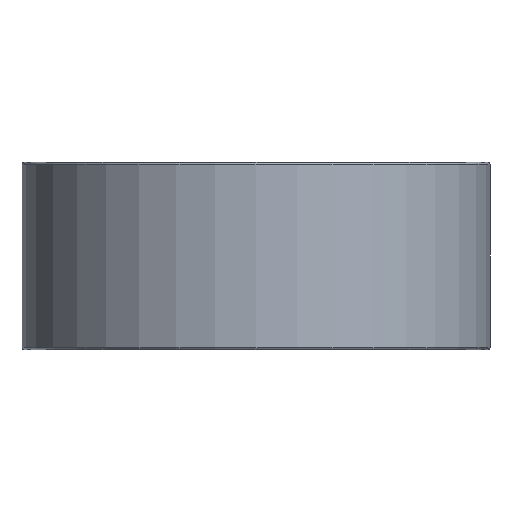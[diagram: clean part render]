
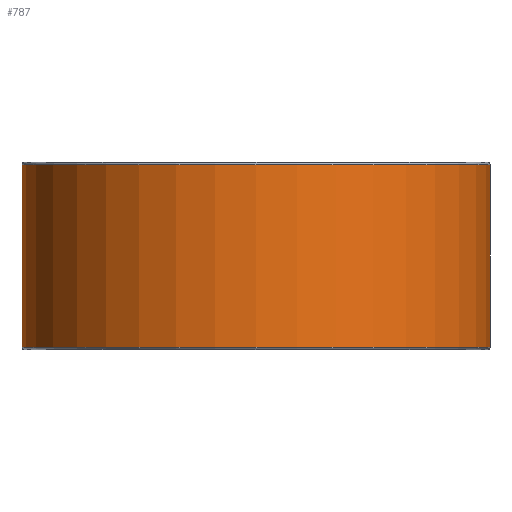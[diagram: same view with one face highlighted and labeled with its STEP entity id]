
A CAD part, front view. The second image highlights one B-rep face of the part: STEP entity #787.
In plain terms, the highlighted cylindrical face has radius 25.4 mm (diameter 50.8 mm), a partial arc.
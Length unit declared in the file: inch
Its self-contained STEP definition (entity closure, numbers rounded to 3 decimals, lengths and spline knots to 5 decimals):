
#6 = ORIENTED_EDGE ( 'NONE', *, *, #281, .T. ) ;
#15 = DIRECTION ( 'NONE',  ( 0., 0., 1. ) ) ;
#48 = DIRECTION ( 'NONE',  ( 0., 0., 1. ) ) ;
#114 = AXIS2_PLACEMENT_3D ( 'NONE', #209, #538, #799 ) ;
#162 = VERTEX_POINT ( 'NONE', #315 ) ;
#195 = VERTEX_POINT ( 'NONE', #489 ) ;
#209 = CARTESIAN_POINT ( 'NONE',  ( 0., 0., -0.01 ) ) ;
#245 = VECTOR ( 'NONE', #812, 39.37008 ) ;
#279 = LINE ( 'NONE', #679, #595 ) ;
#281 = EDGE_CURVE ( 'NONE', #162, #195, #279, .T. ) ;
#315 = CARTESIAN_POINT ( 'NONE',  ( 1., 0., -0.79 ) ) ;
#342 = CIRCLE ( 'NONE', #353, 1. ) ;
#353 = AXIS2_PLACEMENT_3D ( 'NONE', #394, #48, #532 ) ;
#363 = LINE ( 'NONE', #804, #245 ) ;
#367 = VERTEX_POINT ( 'NONE', #502 ) ;
#394 = CARTESIAN_POINT ( 'NONE',  ( 0., 0., -0.79 ) ) ;
#448 = CARTESIAN_POINT ( 'NONE',  ( 0., 0., 0. ) ) ;
#489 = CARTESIAN_POINT ( 'NONE',  ( 1., 0., -0.01 ) ) ;
#502 = CARTESIAN_POINT ( 'NONE',  ( -1., 0., -0.01 ) ) ;
#503 = CIRCLE ( 'NONE', #114, 1. ) ;
#532 = DIRECTION ( 'NONE',  ( -1., 0., 0. ) ) ;
#538 = DIRECTION ( 'NONE',  ( 0., 0., -1. ) ) ;
#556 = ORIENTED_EDGE ( 'NONE', *, *, #598, .T. ) ;
#560 = AXIS2_PLACEMENT_3D ( 'NONE', #448, #631, #636 ) ;
#563 = EDGE_LOOP ( 'NONE', ( #665, #828, #6, #556 ) ) ;
#572 = EDGE_CURVE ( 'NONE', #647, #162, #342, .T. ) ;
#595 = VECTOR ( 'NONE', #15, 39.37008 ) ;
#598 = EDGE_CURVE ( 'NONE', #195, #367, #503, .T. ) ;
#631 = DIRECTION ( 'NONE',  ( 0., 0., 1. ) ) ;
#636 = DIRECTION ( 'NONE',  ( 1., 0., 0. ) ) ;
#647 = VERTEX_POINT ( 'NONE', #668 ) ;
#665 = ORIENTED_EDGE ( 'NONE', *, *, #766, .F. ) ;
#668 = CARTESIAN_POINT ( 'NONE',  ( -1., 0., -0.79 ) ) ;
#679 = CARTESIAN_POINT ( 'NONE',  ( 1., 0., 0. ) ) ;
#708 = CYLINDRICAL_SURFACE ( 'NONE', #560, 1. ) ;
#751 = FACE_OUTER_BOUND ( 'NONE', #563, .T. ) ;
#766 = EDGE_CURVE ( 'NONE', #647, #367, #363, .T. ) ;
#787 = ADVANCED_FACE ( 'NONE', ( #751 ), #708, .T. ) ;
#799 = DIRECTION ( 'NONE',  ( 1., 0., 0. ) ) ;
#804 = CARTESIAN_POINT ( 'NONE',  ( -1., 0., 0. ) ) ;
#812 = DIRECTION ( 'NONE',  ( 0., 0., 1. ) ) ;
#828 = ORIENTED_EDGE ( 'NONE', *, *, #572, .T. ) ;
